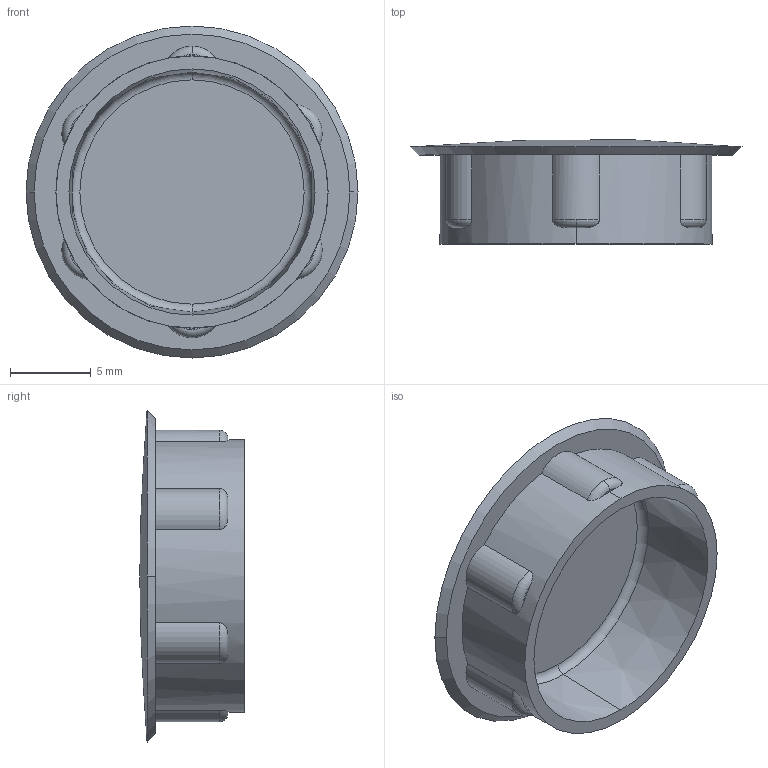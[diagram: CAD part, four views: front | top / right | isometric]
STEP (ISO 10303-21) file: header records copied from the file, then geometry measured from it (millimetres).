
FILE_DESCRIPTION (( 'STEP AP203' ), '1' );
FILE_NAME ('482525104_c_1.STEP', '2022-12-05T14:21:52', ( '' ), ( '' ), 'SwSTEP 2.0', 'SolidWorks 2014', '' );
FILE_SCHEMA (( 'CONFIG_CONTROL_DESIGN' ));
Length unit declared in the file: millimetre
Products named in the file (1): 482525104_c_1
Bounding box: 20.5 x 6.44 x 20.5 mm (x, y, z)
Volume: 520.2 mm3; surface area: 1213.7 mm2
Topology: 1 solids, 1 shells, 32 faces, 82 edges, 54 vertices
Faces by surface type: cylinder 9, torus 9, plane 9, cone 4, sphere 1
Entity records: 1297 total; most frequent: CARTESIAN_POINT 433, DIRECTION 173, ORIENTED_EDGE 164, EDGE_CURVE 82, AXIS2_PLACEMENT_3D 77, VERTEX_POINT 54, CIRCLE 44, EDGE_LOOP 34
